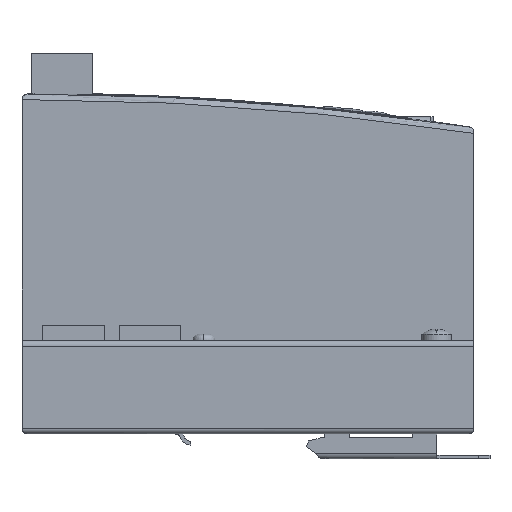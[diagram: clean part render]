
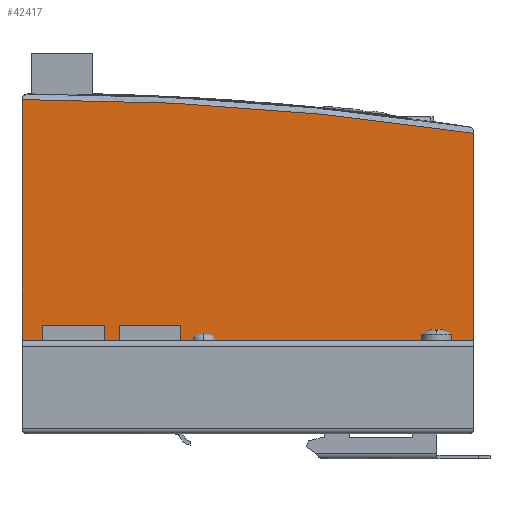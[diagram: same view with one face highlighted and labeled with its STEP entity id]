
A CAD part, left-side view. The second image highlights one B-rep face of the part: STEP entity #42417.
In plain terms, the highlighted planar face has unit normal (-1, 0, 0).
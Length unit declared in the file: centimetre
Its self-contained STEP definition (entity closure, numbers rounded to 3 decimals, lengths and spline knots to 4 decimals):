
#3047=PLANE('',#45158);
#5166=VECTOR('',#49839,1.);
#5169=VECTOR('',#49843,1.);
#5170=VECTOR('',#49846,1.);
#9608=LINE('',#59510,#5166);
#9611=LINE('',#59516,#5169);
#9612=LINE('',#59520,#5170);
#14006=VERTEX_POINT('',#59505);
#14007=VERTEX_POINT('',#59507);
#14008=VERTEX_POINT('',#59511);
#14010=VERTEX_POINT('',#59517);
#14011=VERTEX_POINT('',#59519);
#14012=VERTEX_POINT('',#59521);
#17635=CIRCLE('',#45156,0.15);
#17636=CIRCLE('',#45159,79.85);
#17637=CIRCLE('',#45160,0.15);
#19542=EDGE_CURVE('',#14006,#14007,#17635,.T.);
#19544=EDGE_CURVE('',#14007,#14008,#9608,.T.);
#19547=EDGE_CURVE('',#14010,#14006,#9611,.T.);
#19548=EDGE_CURVE('',#14011,#14010,#17636,.T.);
#19549=EDGE_CURVE('',#14012,#14011,#9612,.T.);
#19550=EDGE_CURVE('',#14008,#14012,#17637,.T.);
#26951=ORIENTED_EDGE('',*,*,#19542,.F.);
#26952=ORIENTED_EDGE('',*,*,#19547,.F.);
#26953=ORIENTED_EDGE('',*,*,#19548,.F.);
#26954=ORIENTED_EDGE('',*,*,#19549,.F.);
#26955=ORIENTED_EDGE('',*,*,#19550,.F.);
#26956=ORIENTED_EDGE('',*,*,#19544,.F.);
#37366=EDGE_LOOP('',(#26951,#26952,#26953,#26954,#26955,#26956));
#39905=FACE_BOUND('',#37366,.T.);
#42417=ADVANCED_FACE('',(#39905),#3047,.F.);
#45156=AXIS2_PLACEMENT_3D('',#59506,#49835,#49836);
#45158=AXIS2_PLACEMENT_3D('',#59515,#49842,$);
#45159=AXIS2_PLACEMENT_3D('',#59518,#49844,#49845);
#45160=AXIS2_PLACEMENT_3D('',#59522,#49847,#49848);
#49835=DIRECTION('',(1.,0.,0.));
#49836=DIRECTION('',(0.,-0.106,-0.106));
#49839=DIRECTION('',(0.,1.,0.));
#49842=DIRECTION('',(1.,0.,0.));
#49843=DIRECTION('',(0.,0.,-1.));
#49844=DIRECTION('',(1.,0.,0.));
#49845=DIRECTION('',(0.,-5.923,79.63));
#49846=DIRECTION('',(0.,0.,1.));
#49847=DIRECTION('',(1.,0.,0.));
#49848=DIRECTION('',(0.,0.106,-0.106));
#59505=CARTESIAN_POINT('',(-2.9,-6.05,0.15));
#59506=CARTESIAN_POINT('',(-2.9,-5.9,0.15));
#59507=CARTESIAN_POINT('',(-2.9,-5.9,0.));
#59510=CARTESIAN_POINT('',(-2.9,-6.05,0.));
#59511=CARTESIAN_POINT('',(-2.9,5.9,0.));
#59515=CARTESIAN_POINT('',(-2.9,0.1281,4.3749));
#59516=CARTESIAN_POINT('',(-2.9,-6.05,8.2));
#59517=CARTESIAN_POINT('',(-2.9,-6.05,8.0483));
#59518=CARTESIAN_POINT('',(-2.9,5.9169,-70.8999));
#59519=CARTESIAN_POINT('',(-2.9,6.05,8.95));
#59520=CARTESIAN_POINT('',(-2.9,6.05,0.));
#59521=CARTESIAN_POINT('',(-2.9,6.05,0.15));
#59522=CARTESIAN_POINT('',(-2.9,5.9,0.15));
